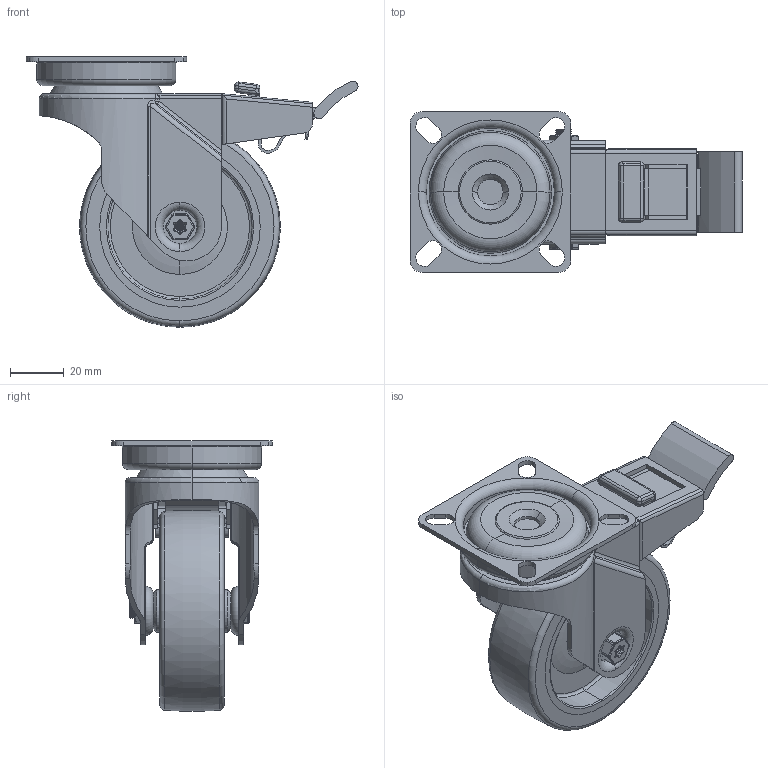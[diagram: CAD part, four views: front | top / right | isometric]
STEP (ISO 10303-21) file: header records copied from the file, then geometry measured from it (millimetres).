
FILE_DESCRIPTION(('STEP AP203'),'1');
FILE_NAME('BZRA75VGRSWB.STEP','2023-05-26T13:55:38',(' '),(' '),'Spatial InterOp 3D',' ',' ');
FILE_SCHEMA(('CONFIG_CONTROL_DESIGN'));
Length unit declared in the file: metre
Products named in the file (16): BZRA75ASSWB; ZINC PLATED PRESSED STEEL TOP PLATE; ZINC PLATED PRESSED STEEL FORKS; ZINC PLATED PRESSED STEEL BRAKE; NYLON BRAKE PEDAL; BRAKE PAD; BZRA75VGRSWB; BZL75WVGR8; POLYPROPYLENE RIM; THERMOPLASTIC RUBBER TYRE; TUBEM8X31; ZINC PLATED AXLE TUBE; BOLTBZRA6MM; ZINC PLATED AXLE BOLT; NM6GR8HALFGR8; ZINC PLATED LOCKING NUT
Assembly tree (15 placements, depth 3):
  BZRA75VGRSWB
    BZRA75ASSWB
      ZINC PLATED PRESSED STEEL TOP PLATE
      ZINC PLATED PRESSED STEEL FORKS
      ZINC PLATED PRESSED STEEL BRAKE
      NYLON BRAKE PEDAL
      BRAKE PAD
    BZL75WVGR8
      POLYPROPYLENE RIM
      THERMOPLASTIC RUBBER TYRE
    TUBEM8X31
      ZINC PLATED AXLE TUBE
    BOLTBZRA6MM
      ZINC PLATED AXLE BOLT
    NM6GR8HALFGR8
      ZINC PLATED LOCKING NUT
Bounding box: 124 x 60 x 100.96 mm (x, y, z)
Volume: 110990.7 mm3; surface area: 74791.8 mm2
Topology: 10 solids, 10 shells, 710 faces, 1846 edges, 1162 vertices
Faces by surface type: cylinder 291, plane 237, torus 84, cone 44, bspline 44, sphere 10
Entity records: 42637 total; most frequent: CARTESIAN_POINT 24315, DIRECTION 3783, ORIENTED_EDGE 3668, EDGE_CURVE 1834, AXIS2_PLACEMENT_3D 1470, VERTEX_POINT 1162, LINE 843, VECTOR 843
